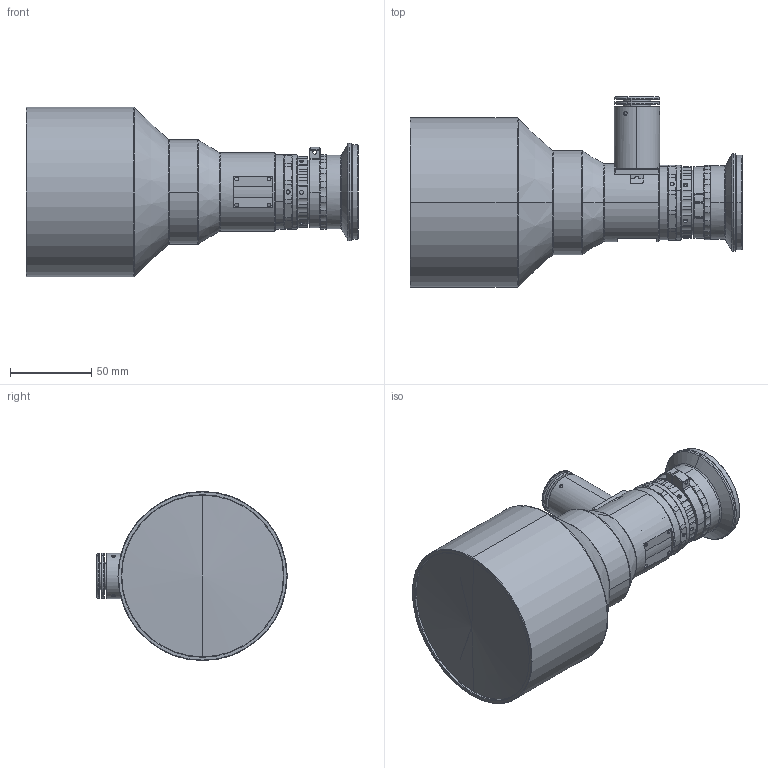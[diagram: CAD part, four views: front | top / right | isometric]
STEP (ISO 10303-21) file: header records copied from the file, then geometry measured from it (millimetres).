
FILE_DESCRIPTION (( 'STEP AP203' ), '1' );
FILE_NAME ('DTCA185-81C-G-M58-AL.STEP', '2022-11-28T04:04:30', ( '' ), ( '' ), 'SwSTEP 2.0', 'SolidWorks 2017', '' );
FILE_SCHEMA (( 'CONFIG_CONTROL_DESIGN' ));
Length unit declared in the file: millimetre
Products named in the file (1): DTCA185-81C-G-M58-AL
Bounding box: 204.03 x 117 x 104 mm (x, y, z)
Volume: 934209.3 mm3; surface area: 70622.6 mm2
Topology: 1 solids, 9 shells, 780 faces, 1997 edges, 1270 vertices
Faces by surface type: cylinder 305, plane 231, cone 179, bspline 61, torus 4
Entity records: 27580 total; most frequent: CARTESIAN_POINT 9042, ORIENTED_EDGE 3978, DIRECTION 3773, EDGE_CURVE 1989, AXIS2_PLACEMENT_3D 1541, VERTEX_POINT 1270, EDGE_LOOP 855, CIRCLE 821
